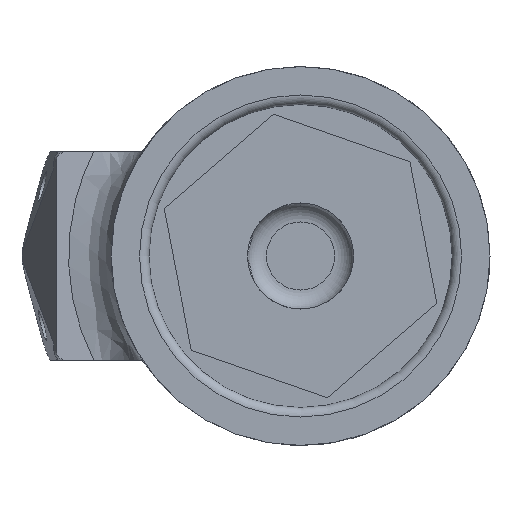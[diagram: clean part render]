
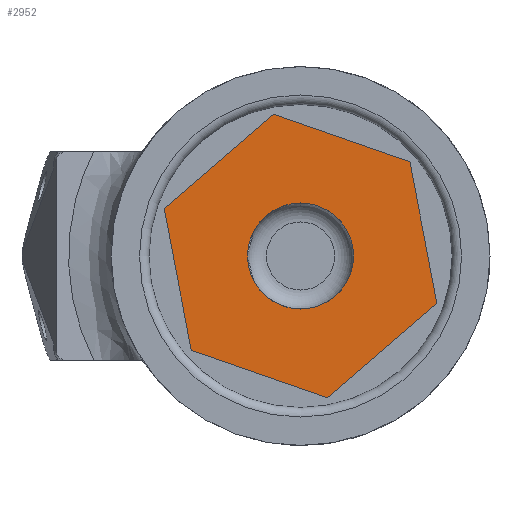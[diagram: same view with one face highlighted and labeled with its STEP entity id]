
A CAD part, front view. The second image highlights one B-rep face of the part: STEP entity #2952.
In plain terms, the highlighted planar face has unit normal (0, -1, 0).
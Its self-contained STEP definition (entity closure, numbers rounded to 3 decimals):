
#112 = CYLINDRICAL_SURFACE('',#113,2.8);
#113 = AXIS2_PLACEMENT_3D('',#114,#115,#116);
#114 = CARTESIAN_POINT('',(0.,7.7,0.));
#115 = DIRECTION('',(0.,-1.,0.));
#116 = DIRECTION('',(1.,0.,0.));
#304 = VERTEX_POINT('',#305);
#305 = CARTESIAN_POINT('',(2.8,7.7,0.));
#326 = EDGE_CURVE('',#304,#304,#327,.T.);
#327 = SURFACE_CURVE('',#328,(#333,#340),.PCURVE_S1.);
#328 = CIRCLE('',#329,2.8);
#329 = AXIS2_PLACEMENT_3D('',#330,#331,#332);
#330 = CARTESIAN_POINT('',(0.,7.7,0.));
#331 = DIRECTION('',(0.,-1.,0.));
#332 = DIRECTION('',(1.,0.,0.));
#333 = PCURVE('',#112,#334);
#334 = DEFINITIONAL_REPRESENTATION('',(#335),#339);
#335 = LINE('',#336,#337);
#336 = CARTESIAN_POINT('',(0.,0.));
#337 = VECTOR('',#338,1.);
#338 = DIRECTION('',(1.,0.));
#339 = ( GEOMETRIC_REPRESENTATION_CONTEXT(2) 
PARAMETRIC_REPRESENTATION_CONTEXT() REPRESENTATION_CONTEXT('2D SPACE',''
  ) );
#340 = PCURVE('',#341,#346);
#341 = PLANE('',#342);
#342 = AXIS2_PLACEMENT_3D('',#343,#344,#345);
#343 = CARTESIAN_POINT('',(0.,7.7,0.));
#344 = DIRECTION('',(0.,-1.,0.));
#345 = DIRECTION('',(0.,0.,-1.));
#346 = DEFINITIONAL_REPRESENTATION('',(#347),#351);
#347 = CIRCLE('',#348,2.8);
#348 = AXIS2_PLACEMENT_2D('',#349,#350);
#349 = CARTESIAN_POINT('',(0.,0.));
#350 = DIRECTION('',(0.,1.));
#351 = ( GEOMETRIC_REPRESENTATION_CONTEXT(2) 
PARAMETRIC_REPRESENTATION_CONTEXT() REPRESENTATION_CONTEXT('2D SPACE',''
  ) );
#2952 = ADVANCED_FACE('',(#2953,#3123),#341,.T.);
#2953 = FACE_BOUND('',#2954,.T.);
#2954 = EDGE_LOOP('',(#2955,#2985,#3013,#3041,#3069,#3097));
#2955 = ORIENTED_EDGE('',*,*,#2956,.T.);
#2956 = EDGE_CURVE('',#2957,#2959,#2961,.T.);
#2957 = VERTEX_POINT('',#2958);
#2958 = CARTESIAN_POINT('',(1.426,7.7,-7.486));
#2959 = VERTEX_POINT('',#2960);
#2960 = CARTESIAN_POINT('',(7.197,7.7,-2.508));
#2961 = SURFACE_CURVE('',#2962,(#2966,#2973),.PCURVE_S1.);
#2962 = LINE('',#2963,#2964);
#2963 = CARTESIAN_POINT('',(1.426,7.7,-7.486));
#2964 = VECTOR('',#2965,1.);
#2965 = DIRECTION('',(0.757,0.,0.653)
  );
#2966 = PCURVE('',#341,#2967);
#2967 = DEFINITIONAL_REPRESENTATION('',(#2968),#2972);
#2968 = LINE('',#2969,#2970);
#2969 = CARTESIAN_POINT('',(7.486,1.426));
#2970 = VECTOR('',#2971,1.);
#2971 = DIRECTION('',(-0.653,0.757));
#2972 = ( GEOMETRIC_REPRESENTATION_CONTEXT(2) 
PARAMETRIC_REPRESENTATION_CONTEXT() REPRESENTATION_CONTEXT('2D SPACE',''
  ) );
#2973 = PCURVE('',#2974,#2979);
#2974 = PLANE('',#2975);
#2975 = AXIS2_PLACEMENT_3D('',#2976,#2977,#2978);
#2976 = CARTESIAN_POINT('',(1.426,1.7,-7.486));
#2977 = DIRECTION('',(0.653,0.,-0.757
    ));
#2978 = DIRECTION('',(0.757,0.,0.653)
  );
#2979 = DEFINITIONAL_REPRESENTATION('',(#2980),#2984);
#2980 = LINE('',#2981,#2982);
#2981 = CARTESIAN_POINT('',(0.,-6.));
#2982 = VECTOR('',#2983,1.);
#2983 = DIRECTION('',(1.,0.));
#2984 = ( GEOMETRIC_REPRESENTATION_CONTEXT(2) 
PARAMETRIC_REPRESENTATION_CONTEXT() REPRESENTATION_CONTEXT('2D SPACE',''
  ) );
#2985 = ORIENTED_EDGE('',*,*,#2986,.T.);
#2986 = EDGE_CURVE('',#2959,#2987,#2989,.T.);
#2987 = VERTEX_POINT('',#2988);
#2988 = CARTESIAN_POINT('',(5.77,7.7,4.979));
#2989 = SURFACE_CURVE('',#2990,(#2994,#3001),.PCURVE_S1.);
#2990 = LINE('',#2991,#2992);
#2991 = CARTESIAN_POINT('',(7.197,7.7,-2.508));
#2992 = VECTOR('',#2993,1.);
#2993 = DIRECTION('',(-0.187,0.,0.982)
  );
#2994 = PCURVE('',#341,#2995);
#2995 = DEFINITIONAL_REPRESENTATION('',(#2996),#3000);
#2996 = LINE('',#2997,#2998);
#2997 = CARTESIAN_POINT('',(2.508,7.197));
#2998 = VECTOR('',#2999,1.);
#2999 = DIRECTION('',(-0.982,-0.187));
#3000 = ( GEOMETRIC_REPRESENTATION_CONTEXT(2) 
PARAMETRIC_REPRESENTATION_CONTEXT() REPRESENTATION_CONTEXT('2D SPACE',''
  ) );
#3001 = PCURVE('',#3002,#3007);
#3002 = PLANE('',#3003);
#3003 = AXIS2_PLACEMENT_3D('',#3004,#3005,#3006);
#3004 = CARTESIAN_POINT('',(7.197,1.7,-2.508));
#3005 = DIRECTION('',(0.982,0.,0.187)
  );
#3006 = DIRECTION('',(-0.187,0.,0.982)
  );
#3007 = DEFINITIONAL_REPRESENTATION('',(#3008),#3012);
#3008 = LINE('',#3009,#3010);
#3009 = CARTESIAN_POINT('',(0.,-6.));
#3010 = VECTOR('',#3011,1.);
#3011 = DIRECTION('',(1.,0.));
#3012 = ( GEOMETRIC_REPRESENTATION_CONTEXT(2) 
PARAMETRIC_REPRESENTATION_CONTEXT() REPRESENTATION_CONTEXT('2D SPACE',''
  ) );
#3013 = ORIENTED_EDGE('',*,*,#3014,.T.);
#3014 = EDGE_CURVE('',#2987,#3015,#3017,.T.);
#3015 = VERTEX_POINT('',#3016);
#3016 = CARTESIAN_POINT('',(-1.426,7.7,7.486));
#3017 = SURFACE_CURVE('',#3018,(#3022,#3029),.PCURVE_S1.);
#3018 = LINE('',#3019,#3020);
#3019 = CARTESIAN_POINT('',(5.77,7.7,4.979));
#3020 = VECTOR('',#3021,1.);
#3021 = DIRECTION('',(-0.944,0.,0.329)
  );
#3022 = PCURVE('',#341,#3023);
#3023 = DEFINITIONAL_REPRESENTATION('',(#3024),#3028);
#3024 = LINE('',#3025,#3026);
#3025 = CARTESIAN_POINT('',(-4.979,5.77));
#3026 = VECTOR('',#3027,1.);
#3027 = DIRECTION('',(-0.329,-0.944));
#3028 = ( GEOMETRIC_REPRESENTATION_CONTEXT(2) 
PARAMETRIC_REPRESENTATION_CONTEXT() REPRESENTATION_CONTEXT('2D SPACE',''
  ) );
#3029 = PCURVE('',#3030,#3035);
#3030 = PLANE('',#3031);
#3031 = AXIS2_PLACEMENT_3D('',#3032,#3033,#3034);
#3032 = CARTESIAN_POINT('',(5.77,1.7,4.979));
#3033 = DIRECTION('',(0.329,0.,0.944)
  );
#3034 = DIRECTION('',(-0.944,0.,0.329)
  );
#3035 = DEFINITIONAL_REPRESENTATION('',(#3036),#3040);
#3036 = LINE('',#3037,#3038);
#3037 = CARTESIAN_POINT('',(0.,-6.));
#3038 = VECTOR('',#3039,1.);
#3039 = DIRECTION('',(1.,0.));
#3040 = ( GEOMETRIC_REPRESENTATION_CONTEXT(2) 
PARAMETRIC_REPRESENTATION_CONTEXT() REPRESENTATION_CONTEXT('2D SPACE',''
  ) );
#3041 = ORIENTED_EDGE('',*,*,#3042,.T.);
#3042 = EDGE_CURVE('',#3015,#3043,#3045,.T.);
#3043 = VERTEX_POINT('',#3044);
#3044 = CARTESIAN_POINT('',(-7.197,7.7,2.508));
#3045 = SURFACE_CURVE('',#3046,(#3050,#3057),.PCURVE_S1.);
#3046 = LINE('',#3047,#3048);
#3047 = CARTESIAN_POINT('',(-1.426,7.7,7.486));
#3048 = VECTOR('',#3049,1.);
#3049 = DIRECTION('',(-0.757,0.,
    -0.653));
#3050 = PCURVE('',#341,#3051);
#3051 = DEFINITIONAL_REPRESENTATION('',(#3052),#3056);
#3052 = LINE('',#3053,#3054);
#3053 = CARTESIAN_POINT('',(-7.486,-1.426));
#3054 = VECTOR('',#3055,1.);
#3055 = DIRECTION('',(0.653,-0.757));
#3056 = ( GEOMETRIC_REPRESENTATION_CONTEXT(2) 
PARAMETRIC_REPRESENTATION_CONTEXT() REPRESENTATION_CONTEXT('2D SPACE',''
  ) );
#3057 = PCURVE('',#3058,#3063);
#3058 = PLANE('',#3059);
#3059 = AXIS2_PLACEMENT_3D('',#3060,#3061,#3062);
#3060 = CARTESIAN_POINT('',(-1.426,1.7,7.486));
#3061 = DIRECTION('',(-0.653,0.,0.757)
  );
#3062 = DIRECTION('',(-0.757,0.,
    -0.653));
#3063 = DEFINITIONAL_REPRESENTATION('',(#3064),#3068);
#3064 = LINE('',#3065,#3066);
#3065 = CARTESIAN_POINT('',(0.,-6.));
#3066 = VECTOR('',#3067,1.);
#3067 = DIRECTION('',(1.,0.));
#3068 = ( GEOMETRIC_REPRESENTATION_CONTEXT(2) 
PARAMETRIC_REPRESENTATION_CONTEXT() REPRESENTATION_CONTEXT('2D SPACE',''
  ) );
#3069 = ORIENTED_EDGE('',*,*,#3070,.T.);
#3070 = EDGE_CURVE('',#3043,#3071,#3073,.T.);
#3071 = VERTEX_POINT('',#3072);
#3072 = CARTESIAN_POINT('',(-5.77,7.7,-4.979));
#3073 = SURFACE_CURVE('',#3074,(#3078,#3085),.PCURVE_S1.);
#3074 = LINE('',#3075,#3076);
#3075 = CARTESIAN_POINT('',(-7.197,7.7,2.508));
#3076 = VECTOR('',#3077,1.);
#3077 = DIRECTION('',(0.187,0.,-0.982
    ));
#3078 = PCURVE('',#341,#3079);
#3079 = DEFINITIONAL_REPRESENTATION('',(#3080),#3084);
#3080 = LINE('',#3081,#3082);
#3081 = CARTESIAN_POINT('',(-2.508,-7.197));
#3082 = VECTOR('',#3083,1.);
#3083 = DIRECTION('',(0.982,0.187));
#3084 = ( GEOMETRIC_REPRESENTATION_CONTEXT(2) 
PARAMETRIC_REPRESENTATION_CONTEXT() REPRESENTATION_CONTEXT('2D SPACE',''
  ) );
#3085 = PCURVE('',#3086,#3091);
#3086 = PLANE('',#3087);
#3087 = AXIS2_PLACEMENT_3D('',#3088,#3089,#3090);
#3088 = CARTESIAN_POINT('',(-7.197,1.7,2.508));
#3089 = DIRECTION('',(-0.982,0.,
    -0.187));
#3090 = DIRECTION('',(0.187,0.,-0.982
    ));
#3091 = DEFINITIONAL_REPRESENTATION('',(#3092),#3096);
#3092 = LINE('',#3093,#3094);
#3093 = CARTESIAN_POINT('',(0.,-6.));
#3094 = VECTOR('',#3095,1.);
#3095 = DIRECTION('',(1.,0.));
#3096 = ( GEOMETRIC_REPRESENTATION_CONTEXT(2) 
PARAMETRIC_REPRESENTATION_CONTEXT() REPRESENTATION_CONTEXT('2D SPACE',''
  ) );
#3097 = ORIENTED_EDGE('',*,*,#3098,.T.);
#3098 = EDGE_CURVE('',#3071,#2957,#3099,.T.);
#3099 = SURFACE_CURVE('',#3100,(#3104,#3111),.PCURVE_S1.);
#3100 = LINE('',#3101,#3102);
#3101 = CARTESIAN_POINT('',(-5.77,7.7,-4.979));
#3102 = VECTOR('',#3103,1.);
#3103 = DIRECTION('',(0.944,0.,-0.329
    ));
#3104 = PCURVE('',#341,#3105);
#3105 = DEFINITIONAL_REPRESENTATION('',(#3106),#3110);
#3106 = LINE('',#3107,#3108);
#3107 = CARTESIAN_POINT('',(4.979,-5.77));
#3108 = VECTOR('',#3109,1.);
#3109 = DIRECTION('',(0.329,0.944));
#3110 = ( GEOMETRIC_REPRESENTATION_CONTEXT(2) 
PARAMETRIC_REPRESENTATION_CONTEXT() REPRESENTATION_CONTEXT('2D SPACE',''
  ) );
#3111 = PCURVE('',#3112,#3117);
#3112 = PLANE('',#3113);
#3113 = AXIS2_PLACEMENT_3D('',#3114,#3115,#3116);
#3114 = CARTESIAN_POINT('',(-5.77,1.7,-4.979));
#3115 = DIRECTION('',(-0.329,0.,
    -0.944));
#3116 = DIRECTION('',(0.944,0.,-0.329
    ));
#3117 = DEFINITIONAL_REPRESENTATION('',(#3118),#3122);
#3118 = LINE('',#3119,#3120);
#3119 = CARTESIAN_POINT('',(0.,-6.));
#3120 = VECTOR('',#3121,1.);
#3121 = DIRECTION('',(1.,0.));
#3122 = ( GEOMETRIC_REPRESENTATION_CONTEXT(2) 
PARAMETRIC_REPRESENTATION_CONTEXT() REPRESENTATION_CONTEXT('2D SPACE',''
  ) );
#3123 = FACE_BOUND('',#3124,.T.);
#3124 = EDGE_LOOP('',(#3125));
#3125 = ORIENTED_EDGE('',*,*,#326,.F.);
